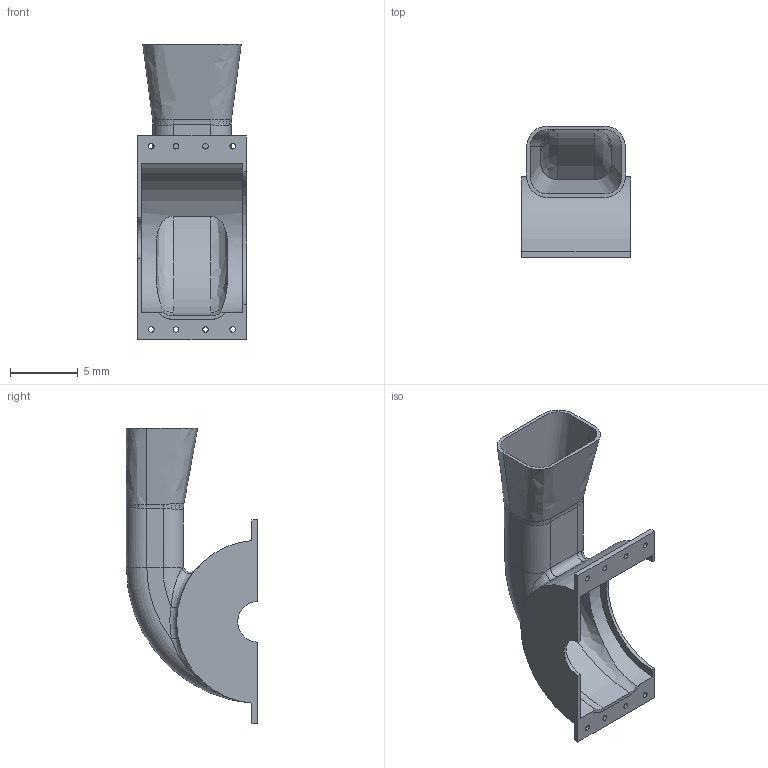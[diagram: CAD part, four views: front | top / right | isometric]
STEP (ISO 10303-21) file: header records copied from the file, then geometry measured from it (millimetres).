
FILE_DESCRIPTION (( 'STEP AP203' ), '1' );
FILE_NAME ('1. Upper housing (1).STEP', '2025-04-03T20:12:16', ( '' ), ( '' ), 'SwSTEP 2.0', 'SolidWorks 2022', '' );
FILE_SCHEMA (( 'CONFIG_CONTROL_DESIGN' ));
Length unit declared in the file: millimetre
Products named in the file (1): 1. Upper housing (1)
Bounding box: 8 x 9.66 x 21.75 mm (x, y, z)
Volume: 149.2 mm3; surface area: 971.3 mm2
Topology: 1 solids, 1 shells, 100 faces, 278 edges, 175 vertices
Faces by surface type: bspline 37, cylinder 30, plane 25, torus 8
Entity records: 5633 total; most frequent: CARTESIAN_POINT 3219, ORIENTED_EDGE 548, DIRECTION 411, EDGE_CURVE 274, VERTEX_POINT 175, AXIS2_PLACEMENT_3D 163, EDGE_LOOP 117, ADVANCED_FACE 100
